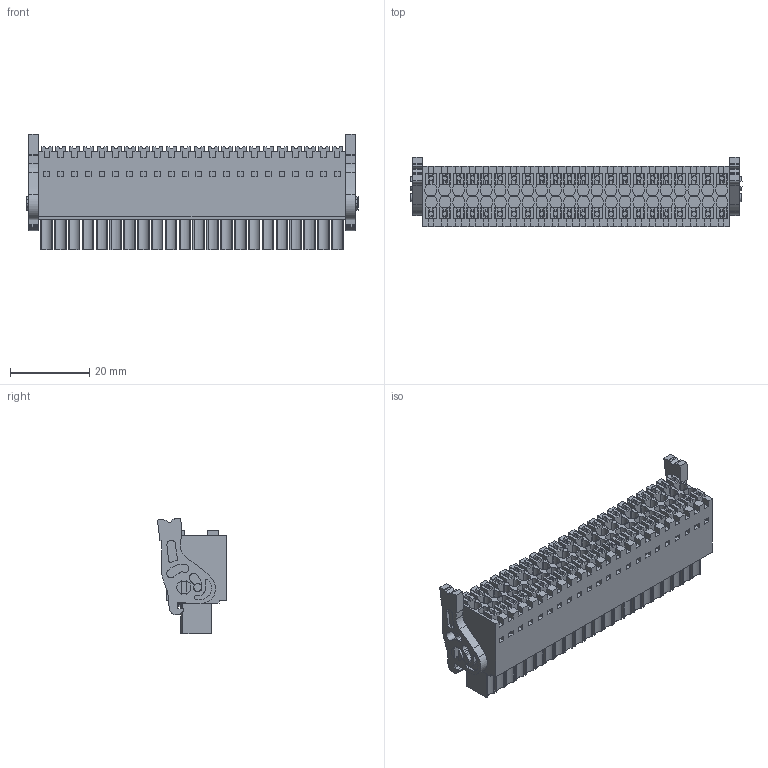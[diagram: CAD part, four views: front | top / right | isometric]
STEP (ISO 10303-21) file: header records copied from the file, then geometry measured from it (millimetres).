
FILE_DESCRIPTION(('CATIA V5 STEP Exchange','CAx-IF Rec.Pracs.--- Model Styling and Organization---1.4--- 2014-01-23'),'2;1');
FILE_NAME ('D1486950_1', '2022-08-03T09:36:32+00:00', ('none'), ('Weidmueller'), 'CATIA Version 5-6 Release 2016 SP3 HF44', 'CATIA V5 STEP AP214', 'none');
FILE_SCHEMA(('AUTOMOTIVE_DESIGN { 1 0 10303 214 1 1 1 1 }'));
Products named in the file (1): 2558700000
Bounding box: 83.9 x 17.45 x 29.28 mm (x, y, z)
Volume: 22843.6 mm3; surface area: 16849.6 mm2
Topology: 47 solids, 47 shells, 2448 faces, 6828 edges, 4552 vertices
Faces by surface type: plane 2118, cylinder 286, extrusion 44
Entity records: 73577 total; most frequent: CARTESIAN_POINT 15748, ORIENTED_EDGE 13656, DIRECTION 9002, EDGE_CURVE 6828, VECTOR 5764, LINE 5720, VERTEX_POINT 4552, EDGE_LOOP 2626
